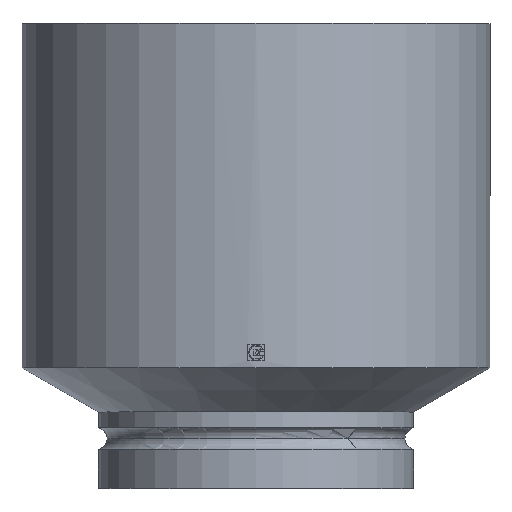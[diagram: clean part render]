
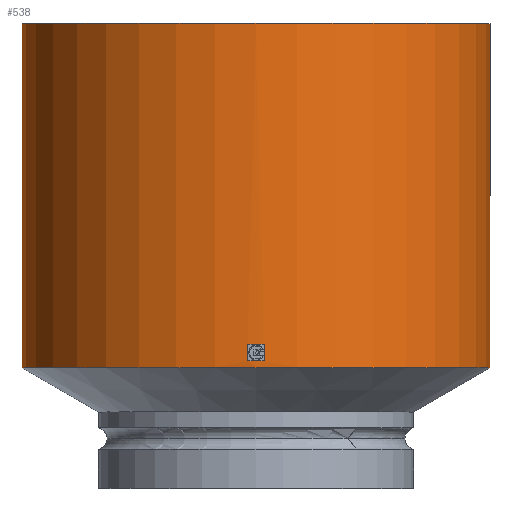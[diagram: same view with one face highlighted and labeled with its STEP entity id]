
A CAD part, top view. The second image highlights one B-rep face of the part: STEP entity #538.
In plain terms, the highlighted cylindrical face has radius 70.5 mm (diameter 141 mm), a partial arc.
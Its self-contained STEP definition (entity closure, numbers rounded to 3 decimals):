
#3 = CIRCLE ( 'NONE', #1502, 70.5 ) ;
#6 = ORIENTED_EDGE ( 'NONE', *, *, #1204, .T. ) ;
#8 = DIRECTION ( 'NONE',  ( 1., 0., 0. ) ) ;
#25 = CARTESIAN_POINT ( 'NONE',  ( 0., 43.255, 0. ) ) ;
#64 = VECTOR ( 'NONE', #1072, 1000. ) ;
#74 = CARTESIAN_POINT ( 'NONE',  ( 70.5, 2.042, 0. ) ) ;
#103 = ORIENTED_EDGE ( 'NONE', *, *, #476, .T. ) ;
#119 = CIRCLE ( 'NONE', #1392, 70.5 ) ;
#143 = EDGE_CURVE ( 'NONE', #1214, #446, #1219, .T. ) ;
#216 = ORIENTED_EDGE ( 'NONE', *, *, #1116, .T. ) ;
#277 = DIRECTION ( 'NONE',  ( 0., -1., 0. ) ) ;
#314 = LINE ( 'NONE', #749, #1725 ) ;
#374 = CARTESIAN_POINT ( 'NONE',  ( 70.5, 140., 0. ) ) ;
#405 = DIRECTION ( 'NONE',  ( 0., -1., 0. ) ) ;
#446 = VERTEX_POINT ( 'NONE', #1762 ) ;
#463 = CARTESIAN_POINT ( 'NONE',  ( 0., 38.279, 0. ) ) ;
#473 = AXIS2_PLACEMENT_3D ( 'NONE', #25, #1038, #869 ) ;
#475 = ORIENTED_EDGE ( 'NONE', *, *, #143, .F. ) ;
#476 = EDGE_CURVE ( 'NONE', #1214, #661, #3, .T. ) ;
#494 = VERTEX_POINT ( 'NONE', #672 ) ;
#502 = DIRECTION ( 'NONE',  ( -0.035, 0., 0.999 ) ) ;
#538 = ADVANCED_FACE ( 'NONE', ( #1489, #1369 ), #828, .T. ) ;
#560 = CARTESIAN_POINT ( 'NONE',  ( 0., 140., 0. ) ) ;
#567 = EDGE_LOOP ( 'NONE', ( #103, #6, #1705, #475 ) ) ;
#575 = VERTEX_POINT ( 'NONE', #756 ) ;
#604 = DIRECTION ( 'NONE',  ( 0., -1., 0. ) ) ;
#634 = LINE ( 'NONE', #917, #64 ) ;
#638 = DIRECTION ( 'NONE',  ( 0., -1., 0. ) ) ;
#643 = VERTEX_POINT ( 'NONE', #1142 ) ;
#661 = VERTEX_POINT ( 'NONE', #1292 ) ;
#672 = CARTESIAN_POINT ( 'NONE',  ( -70.5, 36.279, 0. ) ) ;
#745 = DIRECTION ( 'NONE',  ( 1., 0., 0. ) ) ;
#749 = CARTESIAN_POINT ( 'NONE',  ( -70.5, 2.042, 0. ) ) ;
#756 = CARTESIAN_POINT ( 'NONE',  ( 2.499, 38.279, 70.456 ) ) ;
#828 = CYLINDRICAL_SURFACE ( 'NONE', #1016, 70.5 ) ;
#856 = DIRECTION ( 'NONE',  ( 0., -1., 0. ) ) ;
#869 = DIRECTION ( 'NONE',  ( -0.035, 0., 0.999 ) ) ;
#875 = CIRCLE ( 'NONE', #1137, 70.5 ) ;
#912 = DIRECTION ( 'NONE',  ( 0., 1., 0. ) ) ;
#917 = CARTESIAN_POINT ( 'NONE',  ( -2.499, 43.255, 70.456 ) ) ;
#993 = EDGE_CURVE ( 'NONE', #446, #494, #119, .T. ) ;
#1016 = AXIS2_PLACEMENT_3D ( 'NONE', #1376, #277, #1390 ) ;
#1027 = ORIENTED_EDGE ( 'NONE', *, *, #1433, .F. ) ;
#1038 = DIRECTION ( 'NONE',  ( 0., -1., 0. ) ) ;
#1054 = CARTESIAN_POINT ( 'NONE',  ( 2.499, 43.255, 70.456 ) ) ;
#1072 = DIRECTION ( 'NONE',  ( 0., -1., 0. ) ) ;
#1116 = EDGE_CURVE ( 'NONE', #575, #643, #875, .T. ) ;
#1137 = AXIS2_PLACEMENT_3D ( 'NONE', #463, #638, #502 ) ;
#1142 = CARTESIAN_POINT ( 'NONE',  ( -2.499, 38.279, 70.456 ) ) ;
#1151 = EDGE_LOOP ( 'NONE', ( #1320, #1027, #1617, #216 ) ) ;
#1198 = VECTOR ( 'NONE', #912, 1000. ) ;
#1204 = EDGE_CURVE ( 'NONE', #661, #494, #314, .T. ) ;
#1214 = VERTEX_POINT ( 'NONE', #374 ) ;
#1219 = LINE ( 'NONE', #74, #1695 ) ;
#1233 = EDGE_CURVE ( 'NONE', #1739, #643, #634, .T. ) ;
#1234 = CARTESIAN_POINT ( 'NONE',  ( 2.499, 38.279, 70.456 ) ) ;
#1243 = VERTEX_POINT ( 'NONE', #1054 ) ;
#1292 = CARTESIAN_POINT ( 'NONE',  ( -70.5, 140., 0. ) ) ;
#1304 = CARTESIAN_POINT ( 'NONE',  ( -2.499, 43.255, 70.456 ) ) ;
#1320 = ORIENTED_EDGE ( 'NONE', *, *, #1233, .F. ) ;
#1369 = FACE_OUTER_BOUND ( 'NONE', #567, .T. ) ;
#1376 = CARTESIAN_POINT ( 'NONE',  ( 0., 2.042, 0. ) ) ;
#1390 = DIRECTION ( 'NONE',  ( 1., 0., 0. ) ) ;
#1392 = AXIS2_PLACEMENT_3D ( 'NONE', #1554, #856, #745 ) ;
#1433 = EDGE_CURVE ( 'NONE', #1243, #1739, #1530, .T. ) ;
#1483 = EDGE_CURVE ( 'NONE', #575, #1243, #1621, .T. ) ;
#1489 = FACE_BOUND ( 'NONE', #1151, .T. ) ;
#1502 = AXIS2_PLACEMENT_3D ( 'NONE', #560, #405, #8 ) ;
#1530 = CIRCLE ( 'NONE', #473, 70.5 ) ;
#1554 = CARTESIAN_POINT ( 'NONE',  ( 0., 36.279, 0. ) ) ;
#1617 = ORIENTED_EDGE ( 'NONE', *, *, #1483, .F. ) ;
#1621 = LINE ( 'NONE', #1234, #1198 ) ;
#1695 = VECTOR ( 'NONE', #1752, 1000. ) ;
#1705 = ORIENTED_EDGE ( 'NONE', *, *, #993, .F. ) ;
#1725 = VECTOR ( 'NONE', #604, 1000. ) ;
#1739 = VERTEX_POINT ( 'NONE', #1304 ) ;
#1752 = DIRECTION ( 'NONE',  ( 0., -1., 0. ) ) ;
#1762 = CARTESIAN_POINT ( 'NONE',  ( 70.5, 36.279, 0. ) ) ;
